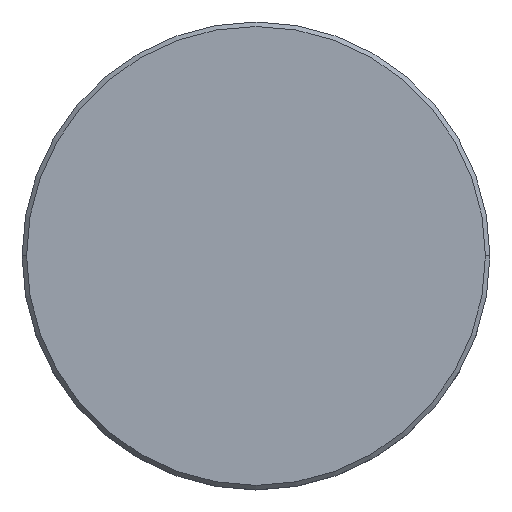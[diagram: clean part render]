
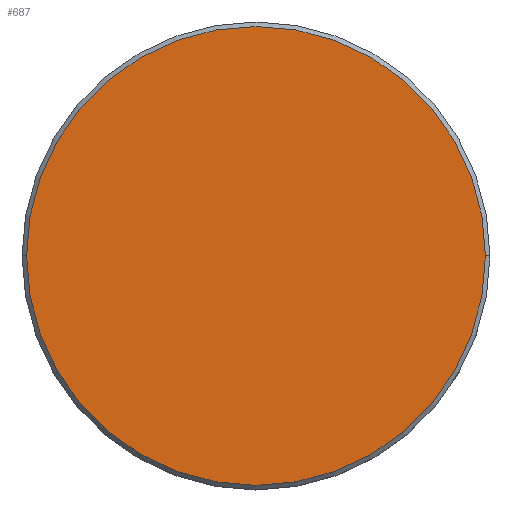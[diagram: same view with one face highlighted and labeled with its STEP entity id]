
A CAD part, top view. The second image highlights one B-rep face of the part: STEP entity #687.
In plain terms, the highlighted planar face has unit normal (0, 0, 1).
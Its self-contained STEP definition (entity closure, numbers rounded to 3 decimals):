
#42 = ORIENTED_EDGE ( 'NONE', *, *, #653, .T. ) ;
#47 = CARTESIAN_POINT ( 'NONE',  ( -25.5, 0., 0. ) ) ;
#108 = PLANE ( 'NONE',  #456 ) ;
#137 = EDGE_LOOP ( 'NONE', ( #575, #42 ) ) ;
#185 = DIRECTION ( 'NONE',  ( 0., 0., 1. ) ) ;
#300 = CARTESIAN_POINT ( 'NONE',  ( 25.5, 0., 0. ) ) ;
#303 = DIRECTION ( 'NONE',  ( 1., 0., 0. ) ) ;
#321 = CIRCLE ( 'NONE', #628, 25.5 ) ;
#355 = CIRCLE ( 'NONE', #512, 25.5 ) ;
#430 = DIRECTION ( 'NONE',  ( 1., 0., 0. ) ) ;
#438 = CARTESIAN_POINT ( 'NONE',  ( 0., 0., 0. ) ) ;
#456 = AXIS2_PLACEMENT_3D ( 'NONE', #438, #473, #546 ) ;
#473 = DIRECTION ( 'NONE',  ( 0., 0., 1. ) ) ;
#512 = AXIS2_PLACEMENT_3D ( 'NONE', #737, #185, #430 ) ;
#546 = DIRECTION ( 'NONE',  ( 1., 0., 0. ) ) ;
#557 = VERTEX_POINT ( 'NONE', #47 ) ;
#575 = ORIENTED_EDGE ( 'NONE', *, *, #774, .T. ) ;
#628 = AXIS2_PLACEMENT_3D ( 'NONE', #1126, #936, #303 ) ;
#653 = EDGE_CURVE ( 'NONE', #739, #557, #355, .T. ) ;
#687 = ADVANCED_FACE ( 'NONE', ( #900 ), #108, .T. ) ;
#737 = CARTESIAN_POINT ( 'NONE',  ( 0., 0., 0. ) ) ;
#739 = VERTEX_POINT ( 'NONE', #300 ) ;
#774 = EDGE_CURVE ( 'NONE', #557, #739, #321, .T. ) ;
#900 = FACE_OUTER_BOUND ( 'NONE', #137, .T. ) ;
#936 = DIRECTION ( 'NONE',  ( 0., 0., 1. ) ) ;
#1126 = CARTESIAN_POINT ( 'NONE',  ( 0., 0., 0. ) ) ;
